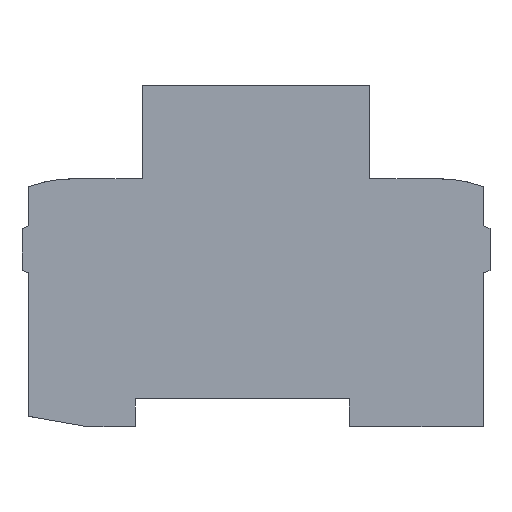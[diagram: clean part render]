
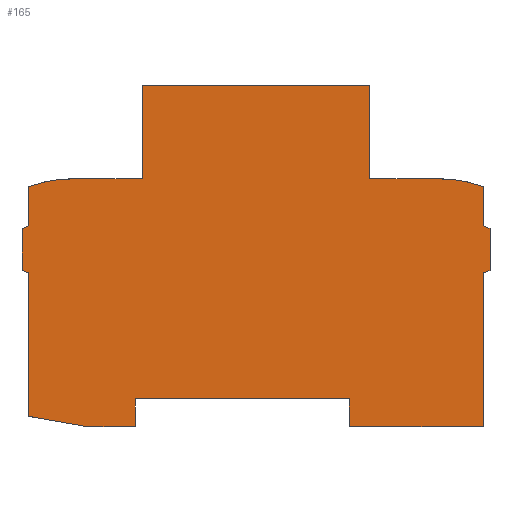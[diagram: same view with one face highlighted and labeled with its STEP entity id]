
A CAD part, left-side view. The second image highlights one B-rep face of the part: STEP entity #165.
In plain terms, the highlighted planar face has unit normal (-1, 0, 0).
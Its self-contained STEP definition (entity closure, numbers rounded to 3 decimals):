
#165 = ADVANCED_FACE( '', ( #353 ), #354, .F. );
#353 = FACE_OUTER_BOUND( '', #541, .T. );
#354 = PLANE( '', #542 );
#541 = EDGE_LOOP( '', ( #1308, #1309, #1310, #1311, #1312, #1313, #1314, #1315, #1316, #1317, #1318, #1319, #1320, #1321, #1322, #1323, #1324, #1325, #1326, #1327, #1328, #1329, #1330 ) );
#542 = AXIS2_PLACEMENT_3D( '', #1331, #1332, #1333 );
#1308 = ORIENTED_EDGE( '', *, *, #1592, .F. );
#1309 = ORIENTED_EDGE( '', *, *, #1560, .F. );
#1310 = ORIENTED_EDGE( '', *, *, #1563, .F. );
#1311 = ORIENTED_EDGE( '', *, *, #1564, .F. );
#1312 = ORIENTED_EDGE( '', *, *, #1557, .F. );
#1313 = ORIENTED_EDGE( '', *, *, #1566, .F. );
#1314 = ORIENTED_EDGE( '', *, *, #1568, .F. );
#1315 = ORIENTED_EDGE( '', *, *, #1570, .F. );
#1316 = ORIENTED_EDGE( '', *, *, #1572, .F. );
#1317 = ORIENTED_EDGE( '', *, *, #1574, .F. );
#1318 = ORIENTED_EDGE( '', *, *, #1576, .F. );
#1319 = ORIENTED_EDGE( '', *, *, #1577, .F. );
#1320 = ORIENTED_EDGE( '', *, *, #1434, .F. );
#1321 = ORIENTED_EDGE( '', *, *, #1579, .F. );
#1322 = ORIENTED_EDGE( '', *, *, #1581, .F. );
#1323 = ORIENTED_EDGE( '', *, *, #1582, .F. );
#1324 = ORIENTED_EDGE( '', *, *, #1431, .F. );
#1325 = ORIENTED_EDGE( '', *, *, #1584, .F. );
#1326 = ORIENTED_EDGE( '', *, *, #1586, .F. );
#1327 = ORIENTED_EDGE( '', *, *, #1588, .F. );
#1328 = ORIENTED_EDGE( '', *, *, #1590, .F. );
#1329 = ORIENTED_EDGE( '', *, *, #1591, .F. );
#1330 = ORIENTED_EDGE( '', *, *, #1550, .F. );
#1331 = CARTESIAN_POINT( '', ( 0., 0., 0. ) );
#1332 = DIRECTION( '', ( 1., 0., 0. ) );
#1333 = DIRECTION( '', ( 0., 0., -1. ) );
#1431 = EDGE_CURVE( '', #1765, #1767, #1768, .T. );
#1434 = EDGE_CURVE( '', #1770, #1772, #1773, .T. );
#1550 = EDGE_CURVE( '', #1959, #1961, #1962, .T. );
#1557 = EDGE_CURVE( '', #1970, #1972, #1973, .T. );
#1560 = EDGE_CURVE( '', #1975, #1977, #1978, .T. );
#1563 = EDGE_CURVE( '', #1980, #1975, #1982, .T. );
#1564 = EDGE_CURVE( '', #1972, #1980, #1983, .T. );
#1566 = EDGE_CURVE( '', #1984, #1970, #1986, .T. );
#1568 = EDGE_CURVE( '', #1987, #1984, #1989, .T. );
#1570 = EDGE_CURVE( '', #1990, #1987, #1992, .T. );
#1572 = EDGE_CURVE( '', #1993, #1990, #1995, .T. );
#1574 = EDGE_CURVE( '', #1996, #1993, #1998, .T. );
#1576 = EDGE_CURVE( '', #1999, #1996, #2001, .T. );
#1577 = EDGE_CURVE( '', #1772, #1999, #2002, .T. );
#1579 = EDGE_CURVE( '', #2003, #1770, #2005, .T. );
#1581 = EDGE_CURVE( '', #2006, #2003, #2008, .T. );
#1582 = EDGE_CURVE( '', #1767, #2006, #2009, .T. );
#1584 = EDGE_CURVE( '', #2010, #1765, #2012, .T. );
#1586 = EDGE_CURVE( '', #2013, #2010, #2015, .T. );
#1588 = EDGE_CURVE( '', #2016, #2013, #2018, .T. );
#1590 = EDGE_CURVE( '', #2019, #2016, #2021, .T. );
#1591 = EDGE_CURVE( '', #1961, #2019, #2022, .T. );
#1592 = EDGE_CURVE( '', #1977, #1959, #2023, .T. );
#1765 = VERTEX_POINT( '', #2398 );
#1767 = VERTEX_POINT( '', #2401 );
#1768 = LINE( '', #2402, #2403 );
#1770 = VERTEX_POINT( '', #2406 );
#1772 = VERTEX_POINT( '', #2409 );
#1773 = LINE( '', #2410, #2411 );
#1959 = VERTEX_POINT( '', #2748 );
#1961 = VERTEX_POINT( '', #2751 );
#1962 = LINE( '', #2752, #2753 );
#1970 = VERTEX_POINT( '', #2861 );
#1972 = VERTEX_POINT( '', #2864 );
#1973 = CIRCLE( '', #2865, 23.7 );
#1975 = VERTEX_POINT( '', #2868 );
#1977 = VERTEX_POINT( '', #2871 );
#1978 = LINE( '', #2872, #2873 );
#1980 = VERTEX_POINT( '', #2876 );
#1982 = LINE( '', #2879, #2880 );
#1983 = LINE( '', #2881, #2882 );
#1984 = VERTEX_POINT( '', #2883 );
#1986 = LINE( '', #2886, #2887 );
#1987 = VERTEX_POINT( '', #2888 );
#1989 = LINE( '', #2891, #2892 );
#1990 = VERTEX_POINT( '', #2893 );
#1992 = LINE( '', #2896, #2897 );
#1993 = VERTEX_POINT( '', #2898 );
#1995 = LINE( '', #2901, #2902 );
#1996 = VERTEX_POINT( '', #2903 );
#1998 = LINE( '', #2906, #2907 );
#1999 = VERTEX_POINT( '', #2908 );
#2001 = LINE( '', #2911, #2912 );
#2002 = LINE( '', #2913, #2914 );
#2003 = VERTEX_POINT( '', #2915 );
#2005 = LINE( '', #2918, #2919 );
#2006 = VERTEX_POINT( '', #2920 );
#2008 = LINE( '', #2923, #2924 );
#2009 = LINE( '', #2925, #2926 );
#2010 = VERTEX_POINT( '', #2927 );
#2012 = LINE( '', #2930, #2931 );
#2013 = VERTEX_POINT( '', #2932 );
#2015 = LINE( '', #2935, #2936 );
#2016 = VERTEX_POINT( '', #2937 );
#2018 = LINE( '', #2940, #2941 );
#2019 = VERTEX_POINT( '', #2942 );
#2021 = LINE( '', #2945, #2946 );
#2022 = CIRCLE( '', #2947, 23.7 );
#2023 = LINE( '', #2948, #2949 );
#2398 = CARTESIAN_POINT( '', ( 0., -45., 24.9 ) );
#2401 = CARTESIAN_POINT( '', ( 0., -45., -5.5 ) );
#2402 = CARTESIAN_POINT( '', ( 0., -45., 24.9 ) );
#2403 = VECTOR( '', #3124, 1. );
#2406 = CARTESIAN_POINT( '', ( 0., 23.9, 0. ) );
#2409 = CARTESIAN_POINT( '', ( 0., 23.9, -5.5 ) );
#2410 = CARTESIAN_POINT( '', ( 0., 23.9, 0. ) );
#2411 = VECTOR( '', #3127, 1. );
#2748 = CARTESIAN_POINT( '', ( 0., -22.5, 43.5 ) );
#2751 = CARTESIAN_POINT( '', ( 0., -36.5, 43.5 ) );
#2752 = CARTESIAN_POINT( '', ( 0., -22.5, 43.5 ) );
#2753 = VECTOR( '', #3266, 1. );
#2861 = CARTESIAN_POINT( '', ( 0., 45., 41.923 ) );
#2864 = CARTESIAN_POINT( '', ( 0., 36.5, 43.5 ) );
#2865 = AXIS2_PLACEMENT_3D( '', #3273, #3274, #3275 );
#2868 = CARTESIAN_POINT( '', ( 0., 22.5, 62. ) );
#2871 = CARTESIAN_POINT( '', ( 0., -22.5, 62. ) );
#2872 = CARTESIAN_POINT( '', ( 0., 22.5, 62. ) );
#2873 = VECTOR( '', #3278, 1. );
#2876 = CARTESIAN_POINT( '', ( 0., 22.5, 43.5 ) );
#2879 = CARTESIAN_POINT( '', ( 0., 22.5, 43.5 ) );
#2880 = VECTOR( '', #3281, 1. );
#2881 = CARTESIAN_POINT( '', ( 0., 36.5, 43.5 ) );
#2882 = VECTOR( '', #3282, 1. );
#2883 = CARTESIAN_POINT( '', ( 0., 45., 34.2 ) );
#2886 = CARTESIAN_POINT( '', ( 0., 45., 34.2 ) );
#2887 = VECTOR( '', #3284, 1. );
#2888 = CARTESIAN_POINT( '', ( 0., 46.3, 33.7 ) );
#2891 = CARTESIAN_POINT( '', ( 0., 46.3, 33.7 ) );
#2892 = VECTOR( '', #3286, 1. );
#2893 = CARTESIAN_POINT( '', ( 0., 46.3, 25.4 ) );
#2896 = CARTESIAN_POINT( '', ( 0., 46.3, 25.4 ) );
#2897 = VECTOR( '', #3288, 1. );
#2898 = CARTESIAN_POINT( '', ( 0., 45., 24.9 ) );
#2901 = CARTESIAN_POINT( '', ( 0., 45., 24.9 ) );
#2902 = VECTOR( '', #3290, 1. );
#2903 = CARTESIAN_POINT( '', ( 0., 45., -3.465 ) );
#2906 = CARTESIAN_POINT( '', ( 0., 45., -3.465 ) );
#2907 = VECTOR( '', #3292, 1. );
#2908 = CARTESIAN_POINT( '', ( 0., 33.462, -5.5 ) );
#2911 = CARTESIAN_POINT( '', ( 0., 33.462, -5.5 ) );
#2912 = VECTOR( '', #3294, 1. );
#2913 = CARTESIAN_POINT( '', ( 0., 23.9, -5.5 ) );
#2914 = VECTOR( '', #3295, 1. );
#2915 = CARTESIAN_POINT( '', ( 0., -18.5, 0. ) );
#2918 = CARTESIAN_POINT( '', ( 0., -18.5, 0. ) );
#2919 = VECTOR( '', #3297, 1. );
#2920 = CARTESIAN_POINT( '', ( 0., -18.5, -5.5 ) );
#2923 = CARTESIAN_POINT( '', ( 0., -18.5, -5.5 ) );
#2924 = VECTOR( '', #3299, 1. );
#2925 = CARTESIAN_POINT( '', ( 0., -45., -5.5 ) );
#2926 = VECTOR( '', #3300, 1. );
#2927 = CARTESIAN_POINT( '', ( 0., -46.3, 25.4 ) );
#2930 = CARTESIAN_POINT( '', ( 0., -46.3, 25.4 ) );
#2931 = VECTOR( '', #3302, 1. );
#2932 = CARTESIAN_POINT( '', ( 0., -46.3, 33.7 ) );
#2935 = CARTESIAN_POINT( '', ( 0., -46.3, 33.7 ) );
#2936 = VECTOR( '', #3304, 1. );
#2937 = CARTESIAN_POINT( '', ( 0., -45., 34.2 ) );
#2940 = CARTESIAN_POINT( '', ( 0., -45., 34.2 ) );
#2941 = VECTOR( '', #3306, 1. );
#2942 = CARTESIAN_POINT( '', ( 0., -45., 41.923 ) );
#2945 = CARTESIAN_POINT( '', ( 0., -45., 41.923 ) );
#2946 = VECTOR( '', #3308, 1. );
#2947 = AXIS2_PLACEMENT_3D( '', #3309, #3310, #3311 );
#2948 = CARTESIAN_POINT( '', ( 0., -22.5, 62. ) );
#2949 = VECTOR( '', #3312, 1. );
#3124 = DIRECTION( '', ( 0., 0., -1. ) );
#3127 = DIRECTION( '', ( 0., 0., -1. ) );
#3266 = DIRECTION( '', ( 0., -1., 0. ) );
#3273 = CARTESIAN_POINT( '', ( 0., 36.5, 19.8 ) );
#3274 = DIRECTION( '', ( 1., 0., 0. ) );
#3275 = DIRECTION( '', ( 0., 0.359, 0.933 ) );
#3278 = DIRECTION( '', ( 0., -1., 0. ) );
#3281 = DIRECTION( '', ( 0., 0., 1. ) );
#3282 = DIRECTION( '', ( 0., -1., 0. ) );
#3284 = DIRECTION( '', ( 0., 0., 1. ) );
#3286 = DIRECTION( '', ( 0., -0.933, 0.359 ) );
#3288 = DIRECTION( '', ( 0., 0., 1. ) );
#3290 = DIRECTION( '', ( 0., 0.933, 0.359 ) );
#3292 = DIRECTION( '', ( 0., 0., 1. ) );
#3294 = DIRECTION( '', ( 0., 0.985, 0.174 ) );
#3295 = DIRECTION( '', ( 0., 1., 0. ) );
#3297 = DIRECTION( '', ( 0., 1., 0. ) );
#3299 = DIRECTION( '', ( 0., 0., 1. ) );
#3300 = DIRECTION( '', ( 0., 1., 0. ) );
#3302 = DIRECTION( '', ( 0., 0.933, -0.359 ) );
#3304 = DIRECTION( '', ( 0., 0., -1. ) );
#3306 = DIRECTION( '', ( 0., -0.933, -0.359 ) );
#3308 = DIRECTION( '', ( 0., 0., -1. ) );
#3309 = CARTESIAN_POINT( '', ( 0., -36.5, 19.8 ) );
#3310 = DIRECTION( '', ( 1., 0., 0. ) );
#3311 = DIRECTION( '', ( 0., 0., 1. ) );
#3312 = DIRECTION( '', ( 0., 0., -1. ) );
